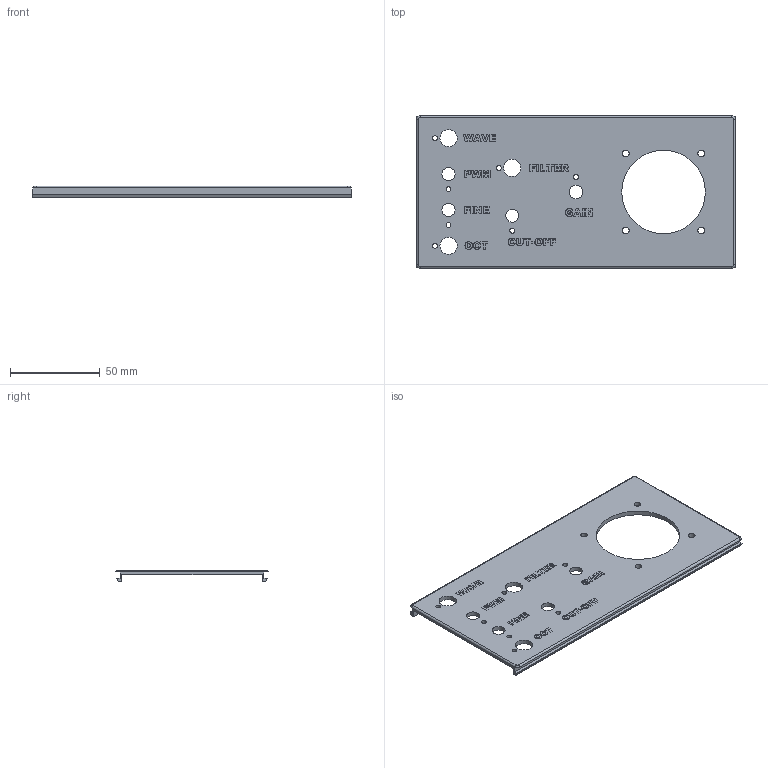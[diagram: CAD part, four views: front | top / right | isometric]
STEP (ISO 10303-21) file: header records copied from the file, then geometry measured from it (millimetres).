
FILE_DESCRIPTION(/* description */ (''),/* implementation_level */ '2;1');
FILE_NAME(/* name */ 'frontplate_right.stp',/* time_stamp */ '2026-02-03T13:42:41+01:00',/* author */ ('Wendelin'),/* organization */ (''),/* preprocessor_version */ 'ST-DEVELOPER v20',/* originating_system */ 'Autodesk Inventor 2024',/* authorisation */ '');
FILE_SCHEMA (('AUTOMOTIVE_DESIGN { 1 0 10303 214 3 1 1 }'));
Length unit declared in the file: millimetre
Products named in the file (3): frontplane_right; frontplate; frontplane_right_text
Assembly tree (2 placements, depth 2):
  frontplane_right
    frontplate
    frontplane_right_text
Bounding box: 177.5 x 85 x 6.5 mm (x, y, z)
Volume: 33077.7 mm3; surface area: 32826.3 mm2
Topology: 32 solids, 32 shells, 764 faces, 1985 edges, 1322 vertices
Faces by surface type: plane 605, bspline 134, cylinder 25
Full cylindrical faces by diameter (mm): 2.7 x7, 3.7 x4, 7.3 x4, 9.6 x3, 46.5 x1
Entity records: 24089 total; most frequent: CARTESIAN_POINT 5999, ORIENTED_EDGE 3970, DIRECTION 3053, EDGE_CURVE 1985, LINE 1667, VECTOR 1667, VERTEX_POINT 1322, EDGE_LOOP 851
